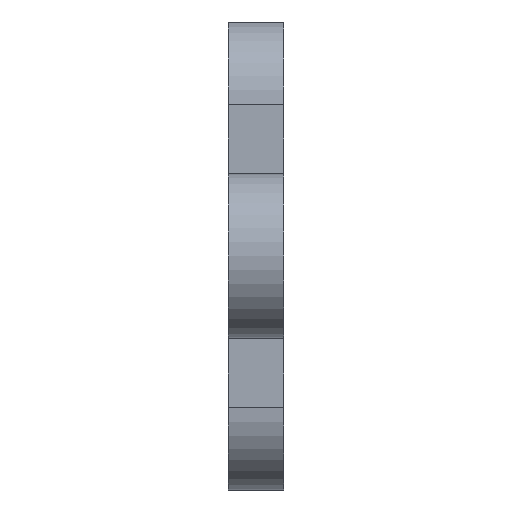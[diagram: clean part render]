
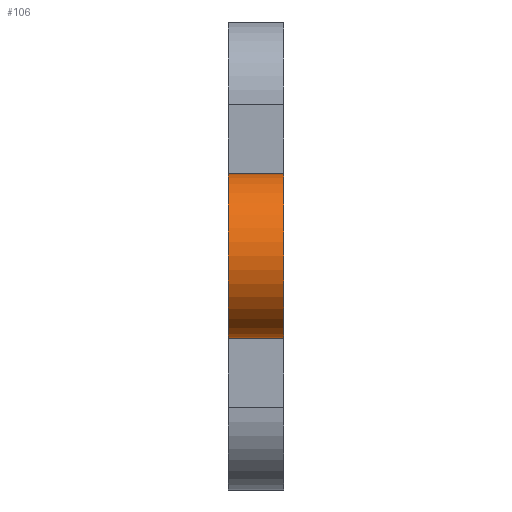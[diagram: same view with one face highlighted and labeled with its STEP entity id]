
A CAD part, left-side view. The second image highlights one B-rep face of the part: STEP entity #106.
In plain terms, the highlighted cylindrical face has radius 6 mm (diameter 12 mm), a partial arc.
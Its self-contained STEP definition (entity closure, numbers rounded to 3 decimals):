
#10 = DIRECTION ( 'NONE',  ( 0., -1., 0. ) ) ;
#15 = CIRCLE ( 'NONE', #659, 6. ) ;
#71 = DIRECTION ( 'NONE',  ( 0., -1., 0. ) ) ;
#77 = ORIENTED_EDGE ( 'NONE', *, *, #788, .T. ) ;
#80 = DIRECTION ( 'NONE',  ( 0., -1., 0. ) ) ;
#106 = ADVANCED_FACE ( 'NONE', ( #308 ), #420, .T. ) ;
#107 = CARTESIAN_POINT ( 'NONE',  ( -55., 0., 6. ) ) ;
#115 = EDGE_CURVE ( 'NONE', #450, #376, #554, .T. ) ;
#123 = ORIENTED_EDGE ( 'NONE', *, *, #574, .F. ) ;
#134 = VERTEX_POINT ( 'NONE', #402 ) ;
#153 = CARTESIAN_POINT ( 'NONE',  ( -55., 0., 0. ) ) ;
#164 = VERTEX_POINT ( 'NONE', #523 ) ;
#175 = EDGE_LOOP ( 'NONE', ( #77, #847, #123, #261 ) ) ;
#179 = CIRCLE ( 'NONE', #723, 6. ) ;
#207 = DIRECTION ( 'NONE',  ( 0., 0., -1. ) ) ;
#255 = CARTESIAN_POINT ( 'NONE',  ( -55., 4., 0. ) ) ;
#261 = ORIENTED_EDGE ( 'NONE', *, *, #676, .T. ) ;
#270 = CARTESIAN_POINT ( 'NONE',  ( -55., 4., 0. ) ) ;
#278 = DIRECTION ( 'NONE',  ( 0., 1., 0. ) ) ;
#308 = FACE_OUTER_BOUND ( 'NONE', #175, .T. ) ;
#314 = DIRECTION ( 'NONE',  ( 0., 0., 1. ) ) ;
#315 = AXIS2_PLACEMENT_3D ( 'NONE', #270, #80, #207 ) ;
#376 = VERTEX_POINT ( 'NONE', #107 ) ;
#377 = DIRECTION ( 'NONE',  ( 0., 1., 0. ) ) ;
#393 = CARTESIAN_POINT ( 'NONE',  ( -55., 4., -6. ) ) ;
#398 = CARTESIAN_POINT ( 'NONE',  ( -55., 4., 6. ) ) ;
#402 = CARTESIAN_POINT ( 'NONE',  ( -55., 4., -6. ) ) ;
#420 = CYLINDRICAL_SURFACE ( 'NONE', #315, 6. ) ;
#450 = VERTEX_POINT ( 'NONE', #757 ) ;
#523 = CARTESIAN_POINT ( 'NONE',  ( -55., 0., -6. ) ) ;
#554 = LINE ( 'NONE', #398, #791 ) ;
#574 = EDGE_CURVE ( 'NONE', #134, #450, #179, .T. ) ;
#627 = LINE ( 'NONE', #393, #658 ) ;
#658 = VECTOR ( 'NONE', #10, 1000. ) ;
#659 = AXIS2_PLACEMENT_3D ( 'NONE', #153, #278, #824 ) ;
#676 = EDGE_CURVE ( 'NONE', #134, #164, #627, .T. ) ;
#723 = AXIS2_PLACEMENT_3D ( 'NONE', #255, #377, #314 ) ;
#757 = CARTESIAN_POINT ( 'NONE',  ( -55., 4., 6. ) ) ;
#788 = EDGE_CURVE ( 'NONE', #164, #376, #15, .T. ) ;
#791 = VECTOR ( 'NONE', #71, 1000. ) ;
#824 = DIRECTION ( 'NONE',  ( 0., 0., 1. ) ) ;
#847 = ORIENTED_EDGE ( 'NONE', *, *, #115, .F. ) ;
